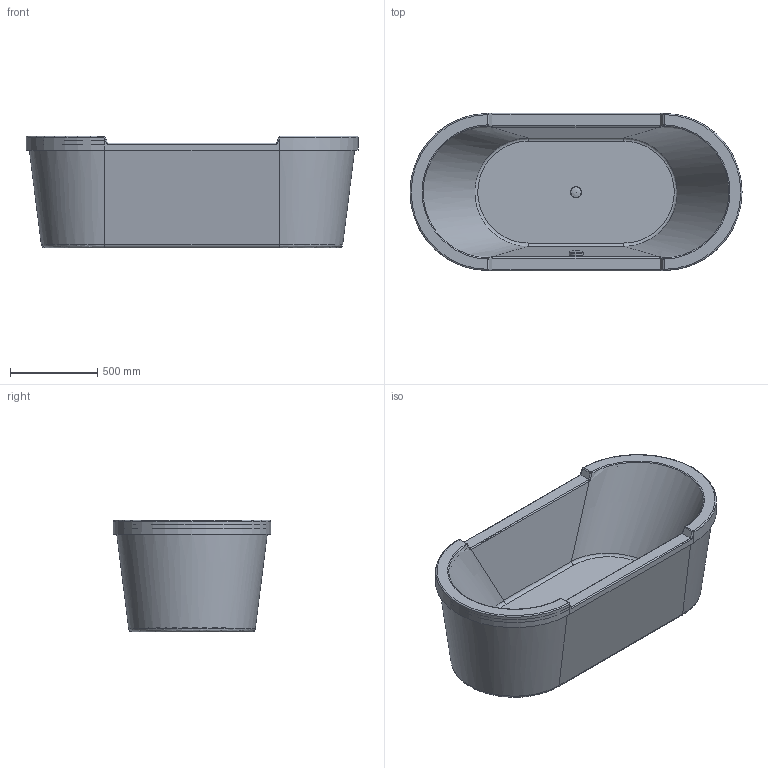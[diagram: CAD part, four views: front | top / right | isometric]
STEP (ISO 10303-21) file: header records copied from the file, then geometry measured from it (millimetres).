
FILE_DESCRIPTION((''),'2;1');
FILE_NAME('700012.stp','2010-05-18T18:36:57',('Andreas'),(''),'Autodesk Inventor 2009','Autodesk Inventor 2009','');
FILE_SCHEMA(('AUTOMOTIVE_DESIGN { 1 0 10303 214 1 1 1 1 }'));
Length unit declared in the file: millimetre
Products named in the file (7): 700012; 700011; Kelch; Stopfen; Verschluss_Ueberlauf; Schürtze_12
Assembly tree (6 placements, depth 3):
  700012
    700011
      700011
      Kelch
      Stopfen
      Verschluss_Ueberlauf
    Schürtze_12
Bounding box: 1900 x 900 x 640 mm (x, y, z)
Volume: 55310782.3 mm3; surface area: 12355435.8 mm2
Topology: 5 solids, 5 shells, 186 faces, 449 edges, 275 vertices
Faces by surface type: plane 67, cylinder 62, bspline 41, torus 8, cone 4, sphere 4
Full cylindrical faces by diameter (mm): 8 x4, 15 x1, 35 x1, 42 x1, 44 x1, 52 x1, 60 x1, 74 x1, 79.999 x1
Entity records: 27956 total; most frequent: CARTESIAN_POINT 23780, ORIENTED_EDGE 834, DIRECTION 769, EDGE_CURVE 417, AXIS2_PLACEMENT_3D 299, VERTEX_POINT 270, EDGE_LOOP 231, FACE_OUTER_BOUND 186
